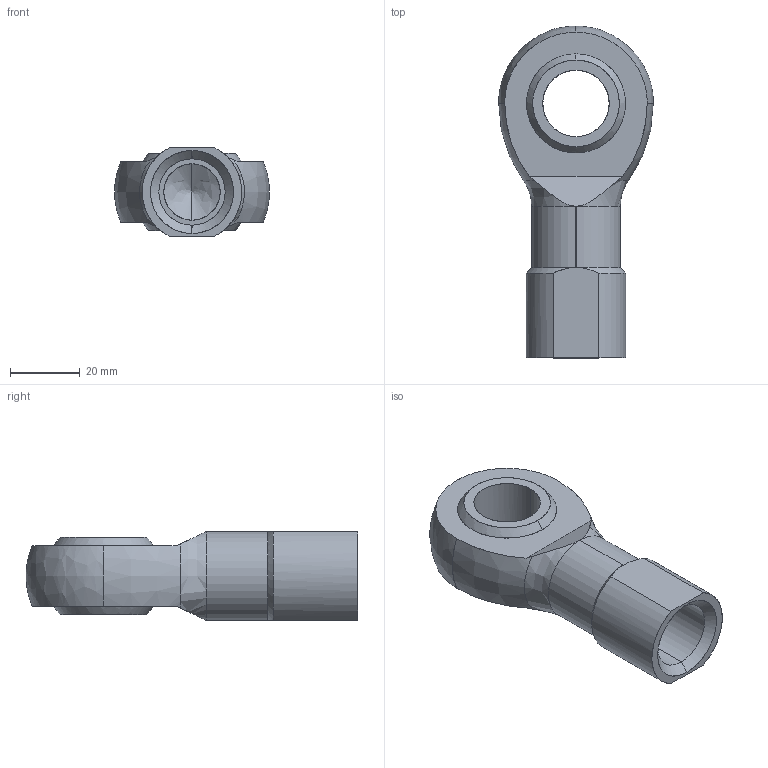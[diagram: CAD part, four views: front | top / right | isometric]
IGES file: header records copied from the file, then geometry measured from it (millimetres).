
Start section: SolidWorks IGES file using analytic representation for surfaces
Global section: file name: TRDEFAU0930154177055.igs; native system: SolidWorks 2009; preprocessor: SolidWorks 2009; author: partstream; date: 090930.154112; units: millimetre
Bounding box: 44.45 x 95.25 x 25.4 mm (x, y, z)
Surface area: 14070.4 mm2 (no closed solid volume)
Topology: 0 solids, 0 shells, 37 faces, 676 edges, 676 vertices
Faces by surface type: bspline 20, revolution 17
